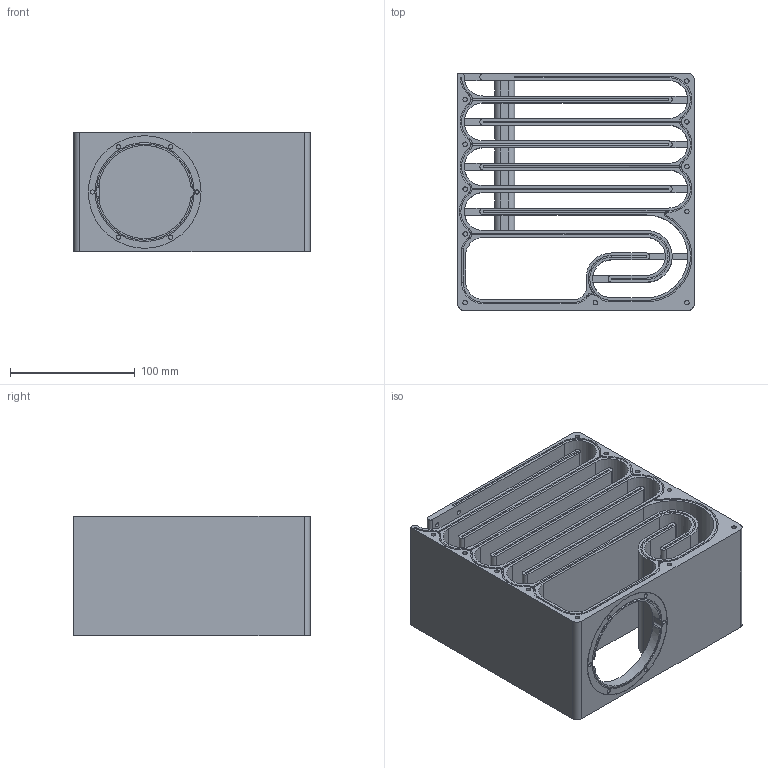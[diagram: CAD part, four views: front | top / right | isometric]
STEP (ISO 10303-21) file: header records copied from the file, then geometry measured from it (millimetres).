
FILE_DESCRIPTION(/* description */ (''),/* implementation_level */ '2;1');
FILE_NAME(/* name */ 'sub-body.step',/* time_stamp */ '2022-09-08T16:09:50-07:00',/* author */ (''),/* organization */ (''),/* preprocessor_version */ 'ST-DEVELOPER v19',/* originating_system */ 'Autodesk Translation Framework v11.7.0.108',/* authorisation */ '');
FILE_SCHEMA (('AUTOMOTIVE_DESIGN { 1 0 10303 214 3 1 1 }'));
Length unit declared in the file: millimetre
Products named in the file (1): sub-components
Bounding box: 190 x 190 x 96 mm (x, y, z)
Volume: 1209923.2 mm3; surface area: 409076.7 mm2
Topology: 1 solids, 1 shells, 537 faces, 1551 edges, 1041 vertices
Faces by surface type: plane 206, bspline 153, cylinder 129, torus 49
Full cylindrical faces by diameter (mm): 3.4 x6, 3.5 x4, 3.65 x22, 90.5 x1
Entity records: 20254 total; most frequent: CARTESIAN_POINT 6774, ORIENTED_EDGE 3102, DIRECTION 2342, EDGE_CURVE 1551, VERTEX_POINT 1041, AXIS2_PLACEMENT_3D 792, LINE 758, VECTOR 758
